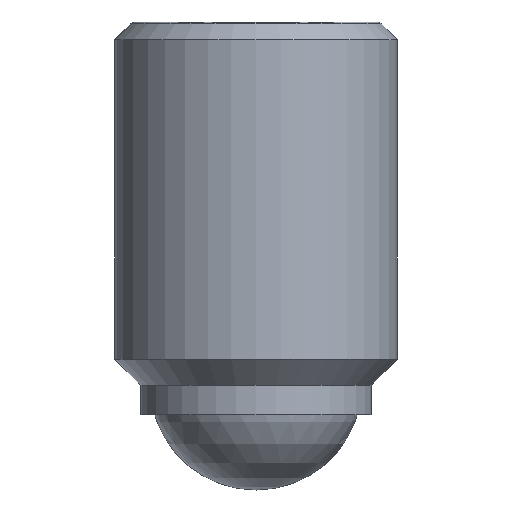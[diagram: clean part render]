
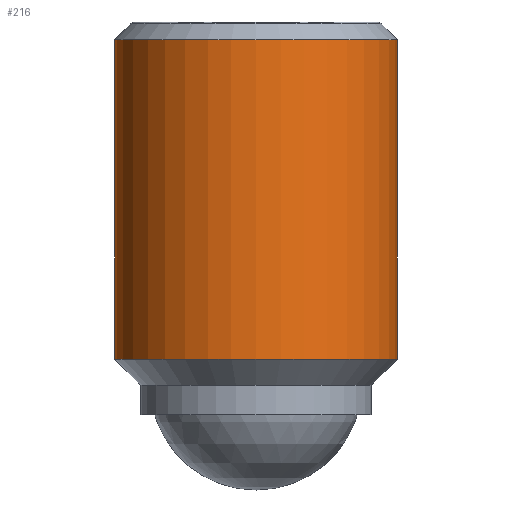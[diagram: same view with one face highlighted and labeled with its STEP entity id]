
A CAD part, front view. The second image highlights one B-rep face of the part: STEP entity #216.
In plain terms, the highlighted cylindrical face has radius 12 mm (diameter 24 mm), a partial arc.
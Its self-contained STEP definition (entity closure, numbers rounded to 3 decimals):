
#142=EDGE_CURVE('',#310,#258,#361,.T.);
#196=EDGE_CURVE('',#312,#258,#419,.T.);
#204=EDGE_CURVE('',#312,#230,#428,.T.);
#216=ADVANCED_FACE('',(#442),#443,.T.);
#230=VERTEX_POINT('',#457);
#258=VERTEX_POINT('',#489);
#272=EDGE_CURVE('',#230,#310,#505,.T.);
#310=VERTEX_POINT('',#547);
#312=VERTEX_POINT('',#549);
#361=LINE('',#594,#595);
#419=CIRCLE('',#704,12.0);
#428=LINE('',#725,#726);
#442=FACE_OUTER_BOUND('',#744,.T.);
#443=CYLINDRICAL_SURFACE('',#745,12.0);
#457=CARTESIAN_POINT('',(-12.0,0.,-1.5));
#489=CARTESIAN_POINT('',(12.0,0.,-28.6));
#505=CIRCLE('',#832,12.0);
#547=CARTESIAN_POINT('',(12.0,0.,-1.5));
#549=CARTESIAN_POINT('',(-12.0,0.,-28.6));
#594=CARTESIAN_POINT('',(12.0,0.,-15.05));
#595=VECTOR('',#941,1.0);
#704=AXIS2_PLACEMENT_3D('',#988,#989,#990);
#725=CARTESIAN_POINT('',(-12.0,0.,-15.05));
#726=VECTOR('',#1002,1.0);
#744=EDGE_LOOP('',(#1021,#1022,#1023,#1024));
#745=AXIS2_PLACEMENT_3D('',#1025,#1026,#1027);
#832=AXIS2_PLACEMENT_3D('',#1091,#1092,#1093);
#941=DIRECTION('',(-0.0,-0.0,-1.0));
#988=CARTESIAN_POINT('',(0.,0.,-28.6));
#989=DIRECTION('',(0.0,0.0,1.0));
#990=DIRECTION('',(-1.0,0.,0.0));
#1002=DIRECTION('',(0.0,0.0,1.0));
#1021=ORIENTED_EDGE('',*,*,#204,.F.);
#1022=ORIENTED_EDGE('',*,*,#196,.T.);
#1023=ORIENTED_EDGE('',*,*,#142,.F.);
#1024=ORIENTED_EDGE('',*,*,#272,.F.);
#1025=CARTESIAN_POINT('',(0.,0.,-15.05));
#1026=DIRECTION('',(-0.0,-0.0,-1.0));
#1027=DIRECTION('',(-1.0,0.,0.0));
#1091=CARTESIAN_POINT('',(0.,0.,-1.5));
#1092=DIRECTION('',(0.0,0.0,1.0));
#1093=DIRECTION('',(-1.0,0.,0.0));
